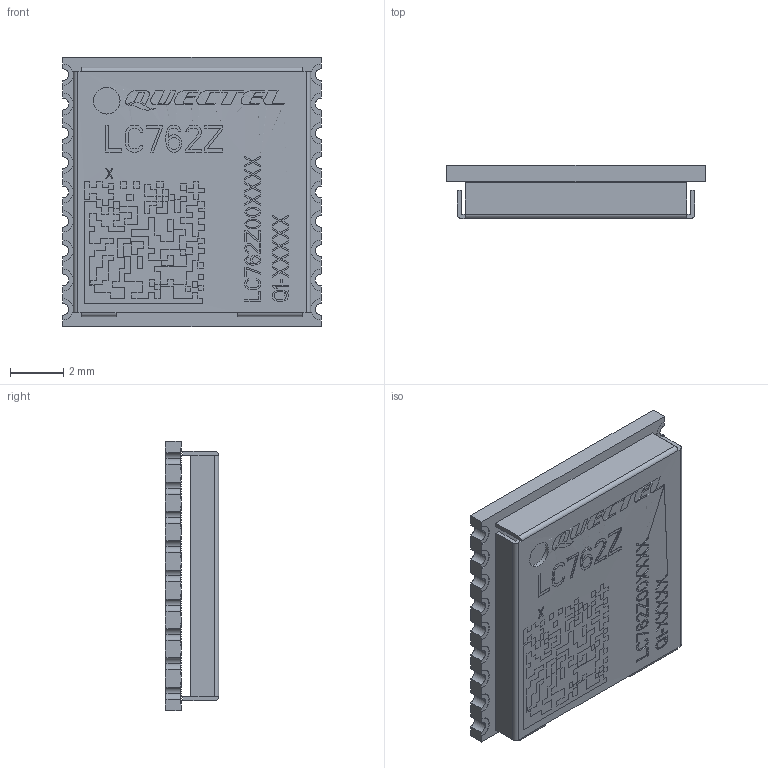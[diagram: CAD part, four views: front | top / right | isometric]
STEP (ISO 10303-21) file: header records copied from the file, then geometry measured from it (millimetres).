
FILE_DESCRIPTION(/* description */ ('STEP AP242','CAx-IF Rec.Pracs.---Representation and Presentation of Product Manufacturing Information (PMI)---4.0---2014-10-13','CAx-IF Rec.Pracs.---3D Tessellated Geometry---0.4---2014-09-14','2;1'),/* implementation_level */ '2;1');
FILE_NAME(/* name */ '68a62e3192192c28bd3e86ce',/* time_stamp */ '2025-08-20T20:21:13Z',/* author */ (''),/* organization */ (''),/* preprocessor_version */ 'ST-DEVELOPER v20',/* originating_system */ 'ONSHAPE BY PTC INC, 1.202',/* authorisation */ ' ');
FILE_SCHEMA (('AP242_MANAGED_MODEL_BASED_3D_ENGINEERING_MIM_LF { 1 0 10303 442 1 1 4 }'));
Length unit declared in the file: metre
Products named in the file (3): L76K-V1-3-DIMENTION_ASM_5_ASM; L76K-PCB-V1-3_7; L76C_COVER_V1-3_11
Assembly tree (2 placements, depth 2):
  L76K-V1-3-DIMENTION_ASM_5_ASM
    L76K-PCB-V1-3_7
    L76C_COVER_V1-3_11
Bounding box: 9.7 x 2 x 10.1 mm (x, y, z)
Volume: 74.2 mm3; surface area: 452.1 mm2
Topology: 2 solids, 2 shells, 872 faces, 2778 edges, 1983 vertices
Faces by surface type: plane 798, cylinder 74
Entity records: 35662 total; most frequent: CARTESIAN_POINT 5693, ORIENTED_EDGE 5556, DIRECTION 4697, EDGE_CURVE 2778, LINE 2575, VECTOR 2575, VERTEX_POINT 1983, AXIS2_PLACEMENT_3D 1061
